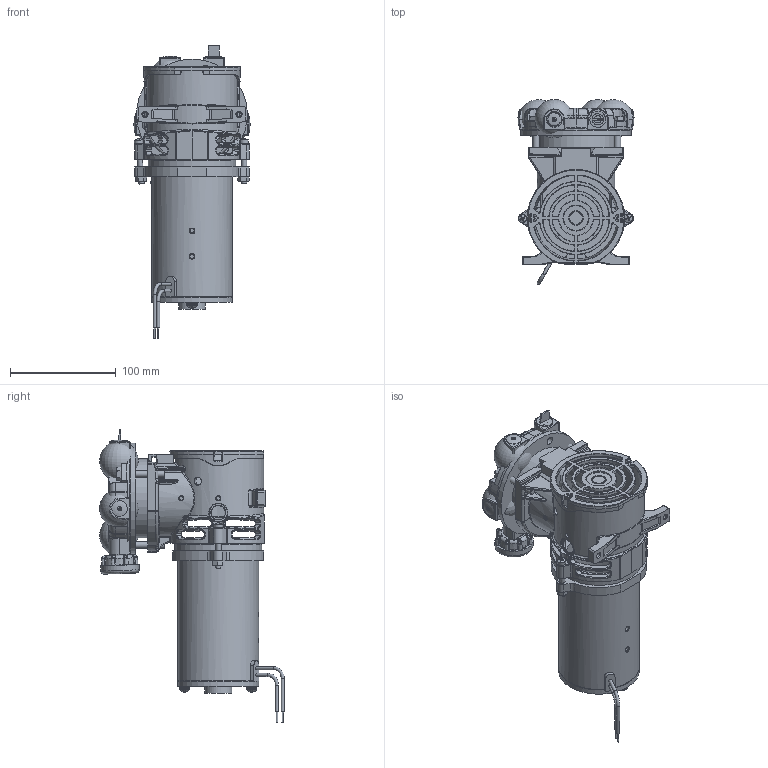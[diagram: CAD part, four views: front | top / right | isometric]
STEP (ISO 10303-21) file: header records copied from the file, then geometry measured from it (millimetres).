
FILE_DESCRIPTION (( 'STEP AP214' ), '1' );
FILE_NAME ('LOA-235-JR.STEP', '2025-04-07T14:58:13', ( '' ), ( '' ), 'SwSTEP 2.0', 'SolidWorks 2023', '' );
FILE_SCHEMA (( 'AUTOMOTIVE_DESIGN' ));
Length unit declared in the file: inch
Products named in the file (15): BC148; AN378; BB698; AP728; AJ885A; AT831A; AT142; AG774B; AT179; AJ347T; AH190; LOA-235-JR; AK375B; AJ807; AJ696
Assembly tree (20 placements, depth 3):
  AT179
  LOA-235-JR
    AH190
    AJ347T
    AN378
      AJ696
    AJ885A
    AK375B
    AJ807
    AG774B
    AT831A  x4
    BB698  x3
    AT142  x2
    BC148  x2
    AP728
Bounding box: 109.7 x 174.59 x 276.43 mm (x, y, z)
Volume: 334964.1 mm3; surface area: 243399.5 mm2
Topology: 20 solids, 24 shells, 3175 faces, 7911 edges, 4705 vertices
Faces by surface type: bspline 1321, plane 703, cylinder 538, cone 269, torus 262, sphere 82
Full cylindrical faces by diameter (mm): 1.524 x2, 2.705 x1, 3.048 x4, 4.039 x4, 4.064 x2, 4.826 x4, 5.105 x3, 5.588 x2, 5.715 x2, 7.112 x3, 7.62 x2, 7.945 x2, 8.357 x1, 8.636 x2, 9.652 x4, 10.16 x4, 10.668 x1, 10.719 x1, 11.125 x6, 12.192 x1, 13.208 x1, 14.732 x4, 15.469 x1, 15.748 x1, 25.4 x1, 30.226 x1, 50.8 x1, 63.5 x1, 68.58 x3, 74.93 x1
Entity records: 126948 total; most frequent: CARTESIAN_POINT 68728, ORIENTED_EDGE 13916, DIRECTION 9266, EDGE_CURVE 6971, VERTEX_POINT 4227, AXIS2_PLACEMENT_3D 3780, EDGE_LOOP 3245, FACE_OUTER_BOUND 3038
